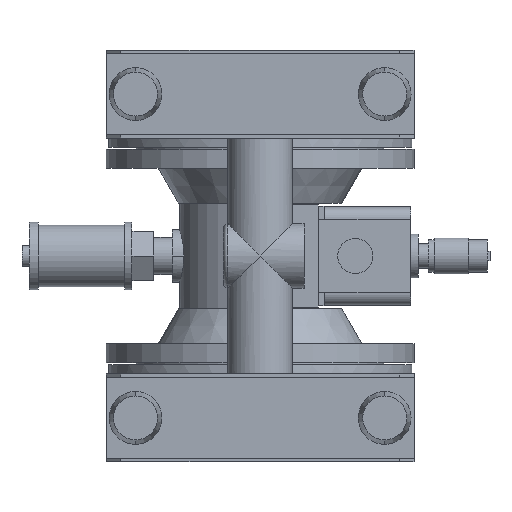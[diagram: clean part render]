
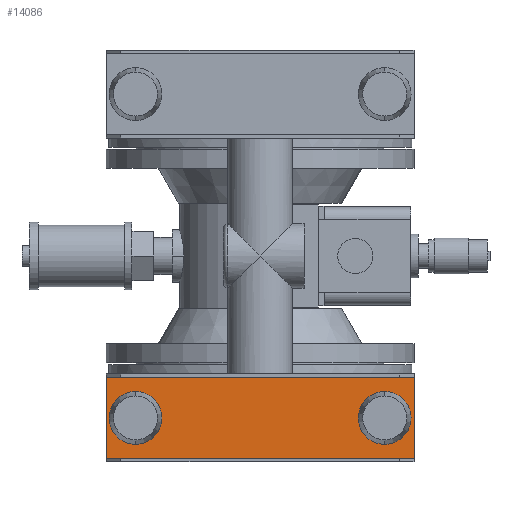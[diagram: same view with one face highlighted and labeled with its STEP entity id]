
A CAD part, front view. The second image highlights one B-rep face of the part: STEP entity #14086.
In plain terms, the highlighted planar face has unit normal (0, -1, 0).
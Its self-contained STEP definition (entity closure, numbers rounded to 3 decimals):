
#4104 = DIRECTION ( 'NONE',  ( 0., 0., 1. ) ) ;
#4105 = DIRECTION ( 'NONE',  ( 0., 1., 0. ) ) ;
#4106 = CARTESIAN_POINT ( 'NONE',  ( -85., -170.609, -110.5 ) ) ;
#4107 = AXIS2_PLACEMENT_3D ( 'NONE', #4106, #4105, #4104 ) ;
#4108 = CIRCLE ( 'NONE', #4107, 18. ) ;
#4109 = CARTESIAN_POINT ( 'NONE',  ( -85., -170.609, -128.5 ) ) ;
#4134 = CARTESIAN_POINT ( 'NONE',  ( 85., -170.609, -92.5 ) ) ;
#4135 = CARTESIAN_POINT ( 'NONE',  ( 85., -170.609, -128.5 ) ) ;
#4190 = CARTESIAN_POINT ( 'NONE',  ( -85., -170.609, -92.5 ) ) ;
#4221 = DIRECTION ( 'NONE',  ( 0., 0., 1. ) ) ;
#4222 = DIRECTION ( 'NONE',  ( 0., 1., 0. ) ) ;
#4223 = CARTESIAN_POINT ( 'NONE',  ( 85., -170.609, -110.5 ) ) ;
#4224 = AXIS2_PLACEMENT_3D ( 'NONE', #4223, #4222, #4221 ) ;
#4225 = CIRCLE ( 'NONE', #4224, 18. ) ;
#5442 = DIRECTION ( 'NONE',  ( 0., 0., 1. ) ) ;
#5443 = DIRECTION ( 'NONE',  ( 0., 1., 0. ) ) ;
#5444 = CARTESIAN_POINT ( 'NONE',  ( 85., -170.609, -110.5 ) ) ;
#5445 = AXIS2_PLACEMENT_3D ( 'NONE', #5444, #5443, #5442 ) ;
#5446 = CIRCLE ( 'NONE', #5445, 18. ) ;
#5486 = DIRECTION ( 'NONE',  ( 0., 0., 1. ) ) ;
#5487 = DIRECTION ( 'NONE',  ( 0., 1., 0. ) ) ;
#5488 = CARTESIAN_POINT ( 'NONE',  ( -85., -170.609, -110.5 ) ) ;
#5489 = AXIS2_PLACEMENT_3D ( 'NONE', #5488, #5487, #5486 ) ;
#5494 = CIRCLE ( 'NONE', #5489, 18. ) ;
#5707 = CARTESIAN_POINT ( 'NONE',  ( -105., -170.609, -82.8 ) ) ;
#5708 = DIRECTION ( 'NONE',  ( 1., 0., 0. ) ) ;
#5709 = VECTOR ( 'NONE', #5708, 1000. ) ;
#5710 = CARTESIAN_POINT ( 'NONE',  ( -107.5, -170.609, -82.8 ) ) ;
#5711 = LINE ( 'NONE', #5710, #5709 ) ;
#5712 = CARTESIAN_POINT ( 'NONE',  ( 105., -170.609, -82.8 ) ) ;
#5713 = DIRECTION ( 'NONE',  ( 0., 0., -1. ) ) ;
#5714 = VECTOR ( 'NONE', #5713, 1000. ) ;
#5715 = CARTESIAN_POINT ( 'NONE',  ( 105., -170.609, -80.5 ) ) ;
#5716 = LINE ( 'NONE', #5715, #5714 ) ;
#5717 = DIRECTION ( 'NONE',  ( 0., 0., 1. ) ) ;
#5718 = DIRECTION ( 'NONE',  ( 0., 1., 0. ) ) ;
#5719 = CARTESIAN_POINT ( 'NONE',  ( -107.5, -170.609, -138.2 ) ) ;
#5720 = AXIS2_PLACEMENT_3D ( 'NONE', #5719, #5718, #5717 ) ;
#5721 = PLANE ( 'NONE',  #5720 ) ;
#5722 = FACE_BOUND ( 'NONE', #14153, .T. ) ;
#5723 = FACE_OUTER_BOUND ( 'NONE', #14090, .T. ) ;
#5724 = FACE_BOUND ( 'NONE', #14087, .T. ) ;
#5752 = CARTESIAN_POINT ( 'NONE',  ( -105., -170.609, -138.2 ) ) ;
#5753 = DIRECTION ( 'NONE',  ( 1., 0., 0. ) ) ;
#5754 = VECTOR ( 'NONE', #5753, 1000. ) ;
#5755 = CARTESIAN_POINT ( 'NONE',  ( -107.5, -170.609, -138.2 ) ) ;
#5756 = LINE ( 'NONE', #5755, #5754 ) ;
#5757 = CARTESIAN_POINT ( 'NONE',  ( 105., -170.609, -138.2 ) ) ;
#5847 = DIRECTION ( 'NONE',  ( 0., 0., 1. ) ) ;
#5848 = VECTOR ( 'NONE', #5847, 1000. ) ;
#5849 = CARTESIAN_POINT ( 'NONE',  ( -105., -170.609, -140.5 ) ) ;
#5850 = LINE ( 'NONE', #5849, #5848 ) ;
#13135 = VERTEX_POINT ( 'NONE', #4109 ) ;
#13137 = EDGE_CURVE ( 'NONE', #13194, #13135, #4108, .T. ) ;
#13152 = VERTEX_POINT ( 'NONE', #4135 ) ;
#13153 = VERTEX_POINT ( 'NONE', #4134 ) ;
#13194 = VERTEX_POINT ( 'NONE', #4190 ) ;
#13210 = EDGE_CURVE ( 'NONE', #13153, #13152, #4225, .T. ) ;
#13918 = EDGE_CURVE ( 'NONE', #13152, #13153, #5446, .T. ) ;
#13934 = EDGE_CURVE ( 'NONE', #13135, #13194, #5494, .T. ) ;
#14086 = ADVANCED_FACE ( 'NONE', ( #5724, #5723, #5722 ), #5721, .F. ) ;
#14087 = EDGE_LOOP ( 'NONE', ( #14088, #14089 ) ) ;
#14088 = ORIENTED_EDGE ( 'NONE', *, *, #13210, .T. ) ;
#14089 = ORIENTED_EDGE ( 'NONE', *, *, #13918, .T. ) ;
#14090 = EDGE_LOOP ( 'NONE', ( #14091, #14092, #14095, #14151 ) ) ;
#14091 = ORIENTED_EDGE ( 'NONE', *, *, #14107, .T. ) ;
#14092 = ORIENTED_EDGE ( 'NONE', *, *, #14093, .F. ) ;
#14093 = EDGE_CURVE ( 'NONE', #14094, #14105, #5716, .T. ) ;
#14094 = VERTEX_POINT ( 'NONE', #5712 ) ;
#14095 = ORIENTED_EDGE ( 'NONE', *, *, #14096, .F. ) ;
#14096 = EDGE_CURVE ( 'NONE', #14097, #14094, #5711, .T. ) ;
#14097 = VERTEX_POINT ( 'NONE', #5707 ) ;
#14105 = VERTEX_POINT ( 'NONE', #5757 ) ;
#14107 = EDGE_CURVE ( 'NONE', #14108, #14105, #5756, .T. ) ;
#14108 = VERTEX_POINT ( 'NONE', #5752 ) ;
#14151 = ORIENTED_EDGE ( 'NONE', *, *, #14152, .F. ) ;
#14152 = EDGE_CURVE ( 'NONE', #14108, #14097, #5850, .T. ) ;
#14153 = EDGE_LOOP ( 'NONE', ( #14154, #14155 ) ) ;
#14154 = ORIENTED_EDGE ( 'NONE', *, *, #13137, .T. ) ;
#14155 = ORIENTED_EDGE ( 'NONE', *, *, #13934, .T. ) ;
